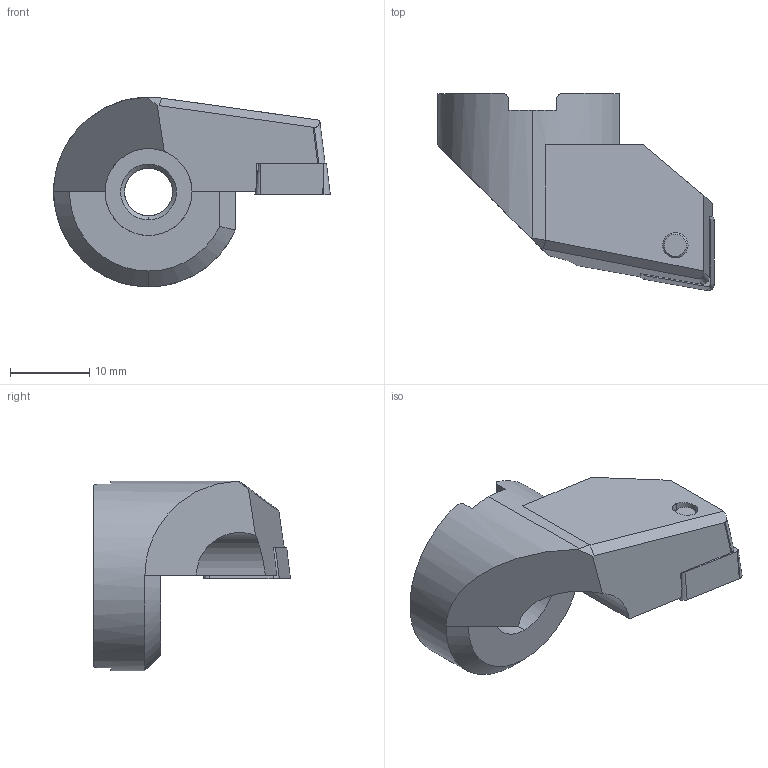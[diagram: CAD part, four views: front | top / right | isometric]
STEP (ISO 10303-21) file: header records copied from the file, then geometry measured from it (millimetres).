
FILE_DESCRIPTION(('no description'),'unknown implementation level');
FILE_NAME('BA565E77-5927-4874-90E4-F6E89D7C42E0_export.stp',' ',('CIMSOURCE GmbH'),('CADClick - KiM GmbH - www.kimweb.de'),'unknown preprocess','ACIS','unknown authorization');
FILE_SCHEMA(('automotive_design'));
Length unit declared in the file: millimetre
Products named in the file (3): 626.372 Kaiser ENH72 CC09 225-260|654.952 Kaiser CCMT 09T308 K20C;Kombinieren1; 626.372 Kaiser ENH72 CC09 225-260|694.141 Kaiser ETL M4x9.2 T15 IP 10S;Kreismuster1; 626.372 Kaiser ENH72 CC09 225-260|626.372 Kaiser ENH72 CC09 225-260;Linear austragen18
Bounding box: 34.99 x 24.91 x 24 mm (x, y, z)
Volume: 6108.7 mm3; surface area: 3326.9 mm2
Topology: 3 solids, 3 shells, 125 faces, 321 edges, 201 vertices
Faces by surface type: cylinder 46, plane 46, cone 24, torus 8, bspline 1
Entity records: 7629 total; most frequent: CARTESIAN_POINT 785, DIRECTION 727, STYLED_ITEM 650, PRESENTATION_STYLE_ASSIGNMENT 650, COLOUR_RGB 650, ORIENTED_EDGE 642, EDGE_CURVE 321, CURVE_STYLE 321
